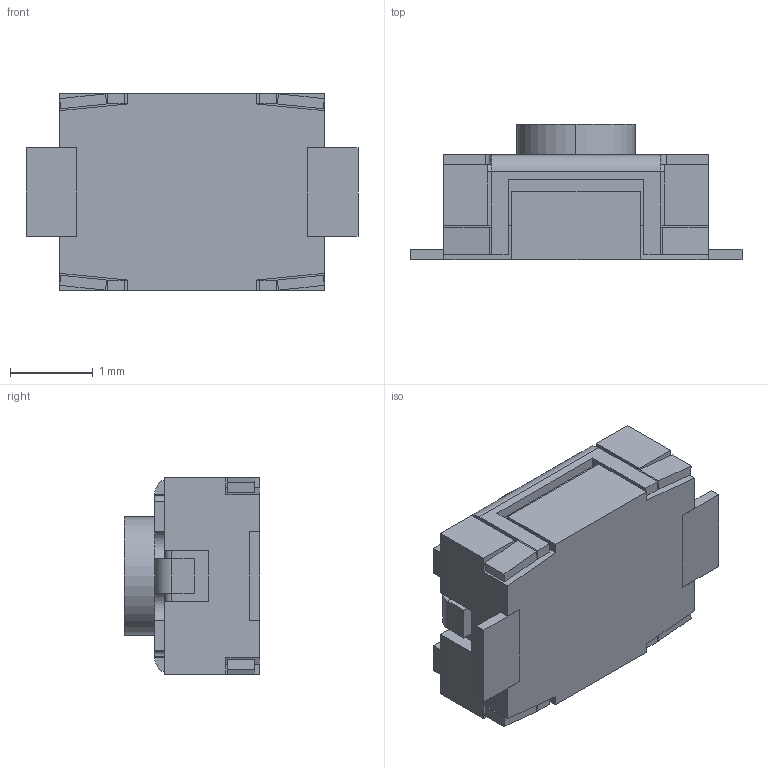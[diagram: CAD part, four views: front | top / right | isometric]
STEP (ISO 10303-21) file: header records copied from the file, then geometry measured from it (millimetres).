
FILE_DESCRIPTION (( 'STEP AP214' ), '1' );
FILE_NAME ('00FC170C-7638-4A67-89AE-AEBC86A66E7A.STEP', '2023-02-07T06:26:45', ( '' ), ( '' ), 'SwSTEP 2.0', 'SolidWorks 2022', '' );
FILE_SCHEMA (( 'AUTOMOTIVE_DESIGN' ));
Length unit declared in the file: millimetre
Products named in the file (1): 00FC170C-7638-4A67-89AE-AEBC86A66E7A
Bounding box: 4 x 1.63 x 2.37 mm (x, y, z)
Volume: 10 mm3; surface area: 54.4 mm2
Topology: 4 solids, 4 shells, 171 faces, 418 edges, 256 vertices
Faces by surface type: plane 141, cylinder 30
Entity records: 4949 total; most frequent: CARTESIAN_POINT 846, ORIENTED_EDGE 836, DIRECTION 822, EDGE_CURVE 418, LINE 358, VECTOR 358, VERTEX_POINT 256, AXIS2_PLACEMENT_3D 232
